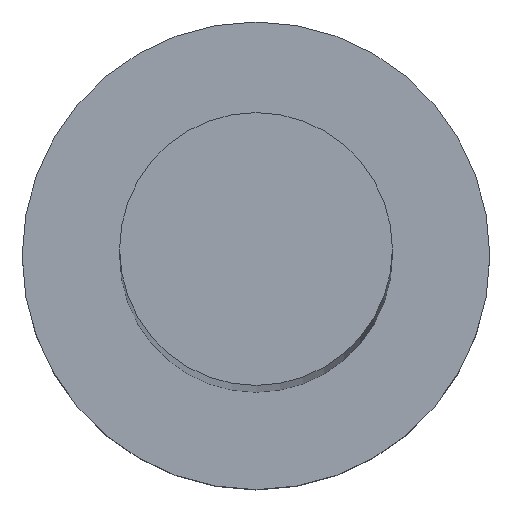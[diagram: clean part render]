
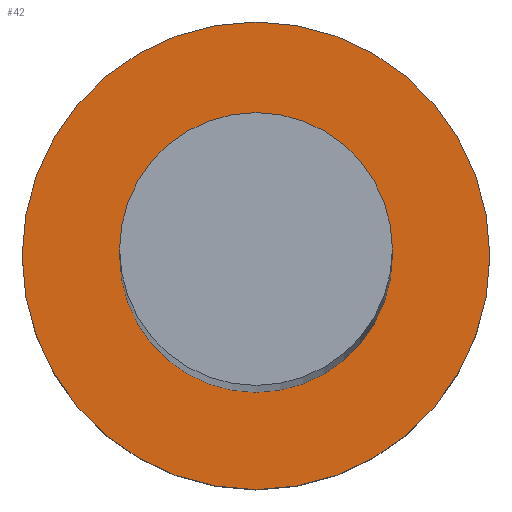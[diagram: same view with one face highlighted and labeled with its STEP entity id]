
A CAD part, top view. The second image highlights one B-rep face of the part: STEP entity #42.
In plain terms, the highlighted planar face has unit normal (0, 0, 1).
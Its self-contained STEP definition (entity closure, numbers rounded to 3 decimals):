
#1 = CIRCLE ( 'NONE', #68, 3.5 ) ;
#3 = CARTESIAN_POINT ( 'NONE',  ( 3.5, 0., 5. ) ) ;
#6 = EDGE_CURVE ( 'NONE', #189, #177, #106, .T. ) ;
#21 = AXIS2_PLACEMENT_3D ( 'NONE', #242, #204, #69 ) ;
#29 = VERTEX_POINT ( 'NONE', #3 ) ;
#33 = CARTESIAN_POINT ( 'NONE',  ( -3.5, 0., 5. ) ) ;
#39 = AXIS2_PLACEMENT_3D ( 'NONE', #70, #124, #185 ) ;
#40 = EDGE_CURVE ( 'NONE', #177, #189, #43, .T. ) ;
#42 = ADVANCED_FACE ( 'NONE', ( #161, #202 ), #122, .T. ) ;
#43 = CIRCLE ( 'NONE', #59, 6. ) ;
#44 = CARTESIAN_POINT ( 'NONE',  ( 0., 0., 5. ) ) ;
#59 = AXIS2_PLACEMENT_3D ( 'NONE', #44, #87, #182 ) ;
#60 = DIRECTION ( 'NONE',  ( 1., 0., 0. ) ) ;
#62 = DIRECTION ( 'NONE',  ( 0., 0., 1. ) ) ;
#68 = AXIS2_PLACEMENT_3D ( 'NONE', #238, #62, #60 ) ;
#69 = DIRECTION ( 'NONE',  ( 1., 0., 0. ) ) ;
#70 = CARTESIAN_POINT ( 'NONE',  ( 0., 0., 5. ) ) ;
#78 = CARTESIAN_POINT ( 'NONE',  ( 0., 0., 5. ) ) ;
#87 = DIRECTION ( 'NONE',  ( 0., 0., 1. ) ) ;
#93 = CARTESIAN_POINT ( 'NONE',  ( 6., 0., 5. ) ) ;
#98 = VERTEX_POINT ( 'NONE', #33 ) ;
#100 = EDGE_LOOP ( 'NONE', ( #230, #128 ) ) ;
#106 = CIRCLE ( 'NONE', #39, 6. ) ;
#122 = PLANE ( 'NONE',  #21 ) ;
#124 = DIRECTION ( 'NONE',  ( 0., 0., 1. ) ) ;
#127 = AXIS2_PLACEMENT_3D ( 'NONE', #78, #133, #171 ) ;
#128 = ORIENTED_EDGE ( 'NONE', *, *, #40, .T. ) ;
#133 = DIRECTION ( 'NONE',  ( 0., 0., 1. ) ) ;
#137 = EDGE_CURVE ( 'NONE', #29, #98, #1, .T. ) ;
#140 = EDGE_CURVE ( 'NONE', #98, #29, #180, .T. ) ;
#144 = ORIENTED_EDGE ( 'NONE', *, *, #140, .F. ) ;
#147 = EDGE_LOOP ( 'NONE', ( #144, #209 ) ) ;
#161 = FACE_BOUND ( 'NONE', #147, .T. ) ;
#171 = DIRECTION ( 'NONE',  ( 1., 0., 0. ) ) ;
#177 = VERTEX_POINT ( 'NONE', #93 ) ;
#180 = CIRCLE ( 'NONE', #127, 3.5 ) ;
#182 = DIRECTION ( 'NONE',  ( 1., 0., 0. ) ) ;
#185 = DIRECTION ( 'NONE',  ( 1., 0., 0. ) ) ;
#189 = VERTEX_POINT ( 'NONE', #254 ) ;
#202 = FACE_OUTER_BOUND ( 'NONE', #100, .T. ) ;
#204 = DIRECTION ( 'NONE',  ( 0., 0., 1. ) ) ;
#209 = ORIENTED_EDGE ( 'NONE', *, *, #137, .F. ) ;
#230 = ORIENTED_EDGE ( 'NONE', *, *, #6, .T. ) ;
#238 = CARTESIAN_POINT ( 'NONE',  ( 0., 0., 5. ) ) ;
#242 = CARTESIAN_POINT ( 'NONE',  ( 0., 0., 5. ) ) ;
#254 = CARTESIAN_POINT ( 'NONE',  ( -6., 0., 5. ) ) ;
